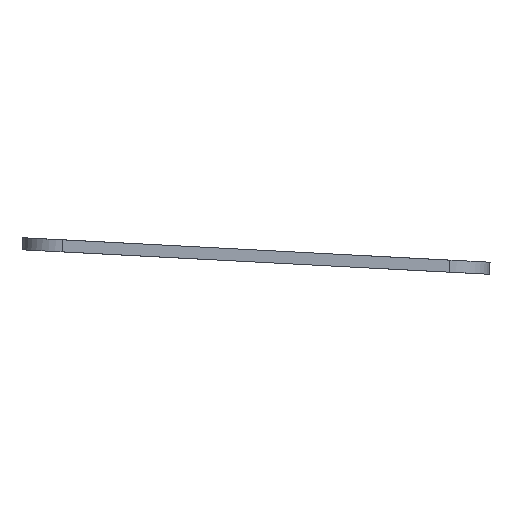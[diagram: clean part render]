
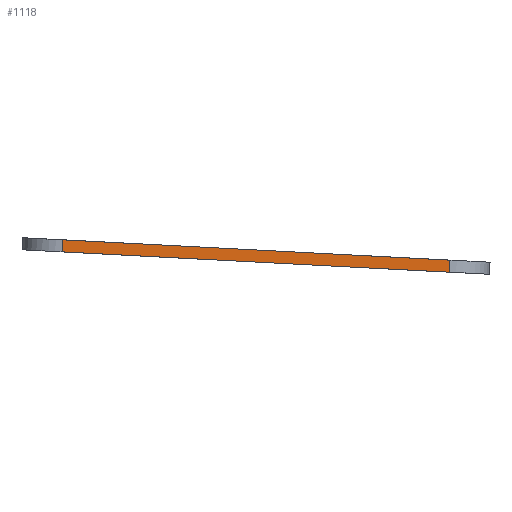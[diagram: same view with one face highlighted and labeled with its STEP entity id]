
A CAD part, left-side view. The second image highlights one B-rep face of the part: STEP entity #1118.
In plain terms, the highlighted planar face has unit normal (-1, 0, 0).
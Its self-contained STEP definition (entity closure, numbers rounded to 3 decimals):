
#59=PLANE('',#1194);
#82=FACE_OUTER_BOUND('',#138,.T.);
#138=EDGE_LOOP('',(#773,#774,#775,#776));
#242=LINE('',#1698,#332);
#243=LINE('',#1701,#333);
#244=LINE('',#1703,#334);
#245=LINE('',#1704,#335);
#332=VECTOR('',#1346,10.);
#333=VECTOR('',#1349,10.);
#334=VECTOR('',#1350,10.);
#335=VECTOR('',#1351,10.);
#495=VERTEX_POINT('',#1691);
#498=VERTEX_POINT('',#1696);
#499=VERTEX_POINT('',#1700);
#500=VERTEX_POINT('',#1702);
#608=EDGE_CURVE('',#498,#495,#242,.T.);
#609=EDGE_CURVE('',#498,#499,#243,.T.);
#610=EDGE_CURVE('',#500,#499,#244,.T.);
#611=EDGE_CURVE('',#495,#500,#245,.T.);
#773=ORIENTED_EDGE('',*,*,#608,.F.);
#774=ORIENTED_EDGE('',*,*,#609,.T.);
#775=ORIENTED_EDGE('',*,*,#610,.F.);
#776=ORIENTED_EDGE('',*,*,#611,.F.);
#1118=ADVANCED_FACE('',(#82),#59,.T.);
#1194=AXIS2_PLACEMENT_3D('',#1699,#1347,#1348);
#1346=DIRECTION('',(0.,-0.052,0.999));
#1347=DIRECTION('center_axis',(-1.,0.,0.));
#1348=DIRECTION('ref_axis',(0.,-0.999,-0.052));
#1349=DIRECTION('',(0.,-0.999,-0.052));
#1350=DIRECTION('',(0.,0.052,-0.999));
#1351=DIRECTION('',(0.,-0.999,-0.052));
#1691=CARTESIAN_POINT('',(-162.909,46.462,23.651));
#1696=CARTESIAN_POINT('',(-162.909,46.619,20.655));
#1698=CARTESIAN_POINT('',(-162.909,46.624,20.555));
#1699=CARTESIAN_POINT('Origin',(-162.909,55.612,21.026));
#1700=CARTESIAN_POINT('',(-162.909,-49.549,15.615));
#1701=CARTESIAN_POINT('',(-162.909,27.071,19.631));
#1702=CARTESIAN_POINT('',(-162.909,-49.706,18.611));
#1703=CARTESIAN_POINT('',(-162.909,-49.544,15.516));
#1704=CARTESIAN_POINT('',(-162.909,26.914,22.627));
